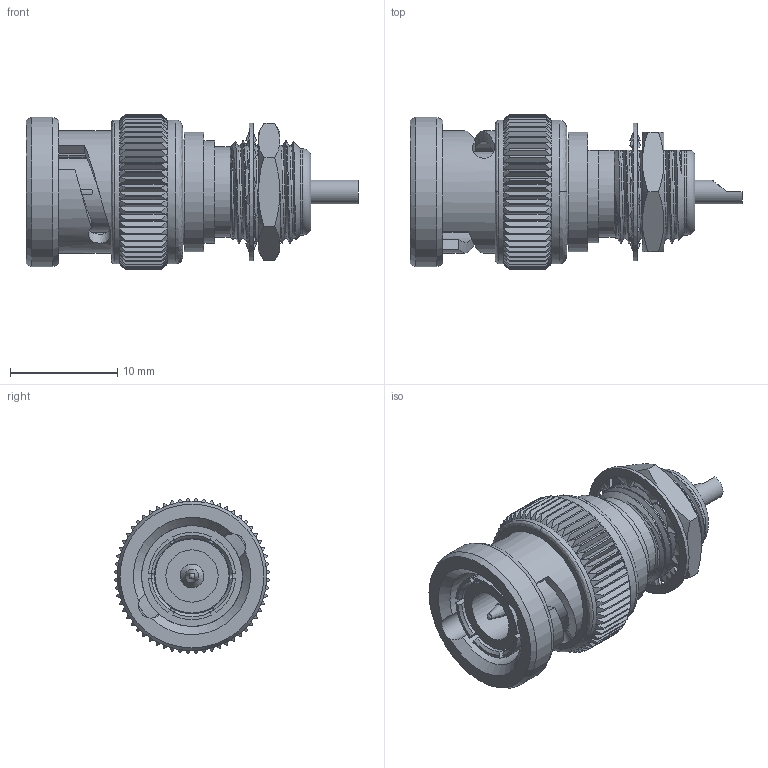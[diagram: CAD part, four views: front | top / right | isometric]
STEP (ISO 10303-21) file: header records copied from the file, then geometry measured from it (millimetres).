
FILE_DESCRIPTION (( 'STEP AP203' ), '1' );
FILE_NAME ('PE4211_3D.step', '2021-08-30T18:56:30', ( '' ), ( '' ), 'SwSTEP 2.0', 'SolidWorks 2021', '' );
FILE_SCHEMA (( 'CONFIG_CONTROL_DESIGN' ));
Length unit declared in the file: inch
Products named in the file (1): PE4211_3D
Bounding box: 30.9 x 14.46 x 14.46 mm (x, y, z)
Volume: 2327 mm3; surface area: 2989.3 mm2
Topology: 4 solids, 4 shells, 548 faces, 1357 edges, 828 vertices
Faces by surface type: plane 179, cone 156, cylinder 130, bspline 82, torus 1
Full cylindrical faces by diameter (mm): 0.711 x1, 1.016 x1, 1.092 x1, 1.27 x1, 1.465 x1, 1.627 x1, 2.054 x1, 2.184 x1, 2.212 x1, 2.227 x1, 2.489 x1, 4.877 x1, 6.904 x1, 7.057 x1, 7.501 x1, 9.395 x1, 9.991 x1, 11.145 x1, 11.395 x1, 11.515 x1, 12.837 x1, 13.38 x2, 13.922 x1
Entity records: 29210 total; most frequent: CARTESIAN_POINT 17574, ORIENTED_EDGE 2620, DIRECTION 2070, EDGE_CURVE 1310, AXIS2_PLACEMENT_3D 857, VERTEX_POINT 814, EDGE_LOOP 602, FACE_OUTER_BOUND 573
